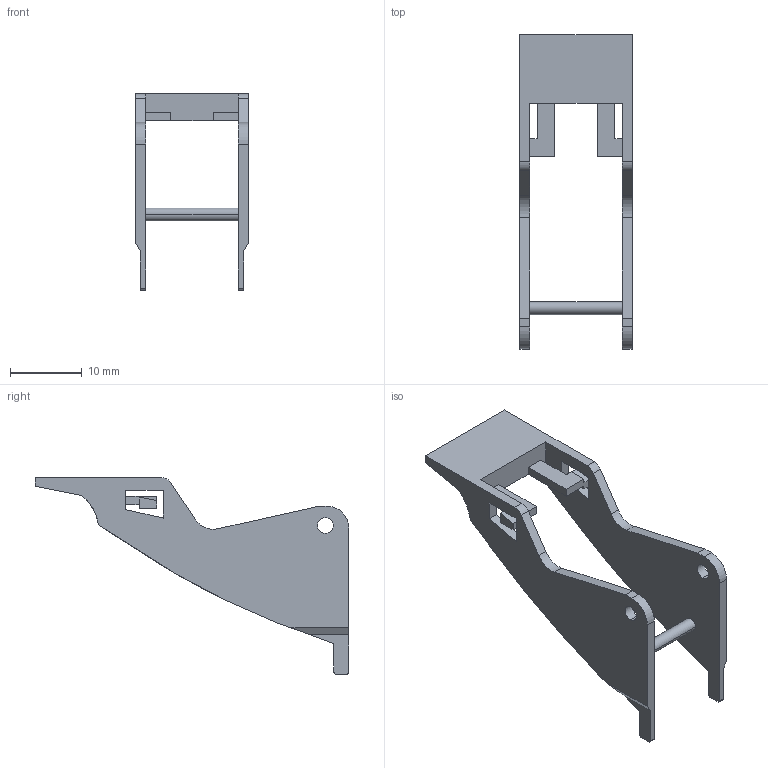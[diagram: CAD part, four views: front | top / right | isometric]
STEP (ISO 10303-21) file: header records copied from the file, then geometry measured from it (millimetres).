
FILE_DESCRIPTION((''),'2;1');
FILE_NAME('SB110885_3D-SIMPLIFIED_ASM','2014-01-16T',('FBon'),(''),'PRO/ENGINEER BY PARAMETRIC TECHNOLOGY CORPORATION, 2009280','PRO/ENGINEER BY PARAMETRIC TECHNOLOGY CORPORATION, 2009280','');
FILE_SCHEMA(('CONFIG_CONTROL_DESIGN'));
Length unit declared in the file: millimetre
Products named in the file (3): CORPS; SB110885_SIMPLIFIED_ASM; SB110885_3D-SIMPLIFIED_ASM
Assembly tree (2 placements, depth 3):
  SB110885_3D-SIMPLIFIED_ASM
    SB110885_SIMPLIFIED_ASM
      CORPS
Bounding box: 15.7 x 43.9 x 27.49 mm (x, y, z)
Volume: 1625.2 mm3; surface area: 2693.4 mm2
Topology: 1 solids, 1 shells, 76 faces, 222 edges, 148 vertices
Faces by surface type: plane 55, cylinder 19, extrusion 2
Entity records: 2644 total; most frequent: CARTESIAN_POINT 484, ORIENTED_EDGE 444, DIRECTION 420, EDGE_CURVE 222, VECTOR 180, LINE 178, VERTEX_POINT 148, AXIS2_PLACEMENT_3D 120
